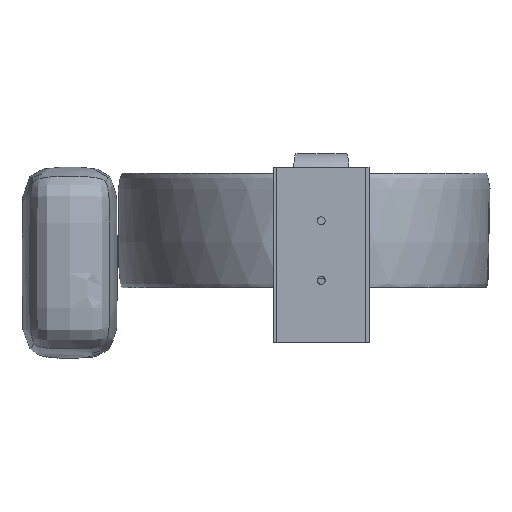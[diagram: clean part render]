
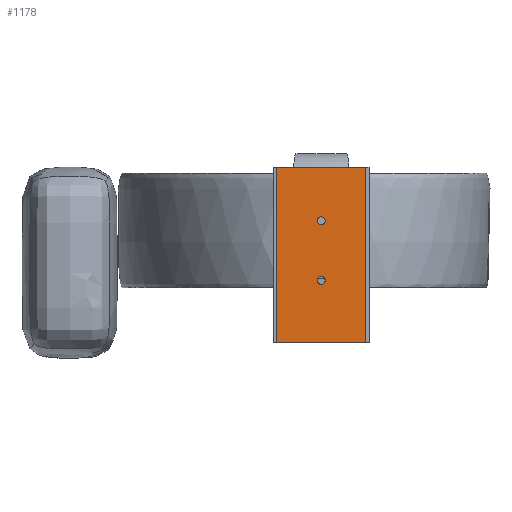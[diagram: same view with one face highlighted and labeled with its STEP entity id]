
A CAD part, left-side view. The second image highlights one B-rep face of the part: STEP entity #1178.
In plain terms, the highlighted planar face has unit normal (-1, 0, 0).
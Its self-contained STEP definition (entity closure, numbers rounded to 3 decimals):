
#37=PLANE('',#1288);
#85=FACE_BOUND('',#277,.T.);
#86=FACE_BOUND('',#278,.T.);
#183=FACE_OUTER_BOUND('',#276,.T.);
#276=EDGE_LOOP('',(#1015,#1016,#1017,#1018));
#277=EDGE_LOOP('',(#1019));
#278=EDGE_LOOP('',(#1020));
#353=LINE('',#3589,#435);
#368=LINE('',#3619,#450);
#370=LINE('',#3623,#452);
#371=LINE('',#3624,#453);
#435=VECTOR('',#1514,10.);
#450=VECTOR('',#1539,10.);
#452=VECTOR('',#1543,10.);
#453=VECTOR('',#1544,10.);
#490=CIRCLE('',#1259,2.5);
#492=CIRCLE('',#1262,2.5);
#583=VERTEX_POINT('',#3535);
#585=VERTEX_POINT('',#3541);
#601=VERTEX_POINT('',#3586);
#602=VERTEX_POINT('',#3588);
#612=VERTEX_POINT('',#3618);
#613=VERTEX_POINT('',#3622);
#714=EDGE_CURVE('',#583,#583,#490,.T.);
#717=EDGE_CURVE('',#585,#585,#492,.T.);
#740=EDGE_CURVE('',#602,#601,#353,.T.);
#755=EDGE_CURVE('',#602,#612,#368,.T.);
#757=EDGE_CURVE('',#601,#613,#370,.T.);
#758=EDGE_CURVE('',#613,#612,#371,.T.);
#1015=ORIENTED_EDGE('',*,*,#755,.F.);
#1016=ORIENTED_EDGE('',*,*,#740,.T.);
#1017=ORIENTED_EDGE('',*,*,#757,.T.);
#1018=ORIENTED_EDGE('',*,*,#758,.T.);
#1019=ORIENTED_EDGE('',*,*,#714,.F.);
#1020=ORIENTED_EDGE('',*,*,#717,.F.);
#1178=ADVANCED_FACE('',(#183,#85,#86),#37,.F.);
#1259=AXIS2_PLACEMENT_3D('',#3536,#1456,#1457);
#1262=AXIS2_PLACEMENT_3D('',#3542,#1463,#1464);
#1288=AXIS2_PLACEMENT_3D('',#3621,#1541,#1542);
#1456=DIRECTION('center_axis',(-1.,0.,0.));
#1457=DIRECTION('ref_axis',(0.,1.,0.));
#1463=DIRECTION('center_axis',(-1.,0.,0.));
#1464=DIRECTION('ref_axis',(0.,1.,0.));
#1514=DIRECTION('',(0.,-1.,0.));
#1539=DIRECTION('',(0.,0.,1.));
#1541=DIRECTION('center_axis',(1.,0.,0.));
#1542=DIRECTION('ref_axis',(0.,1.,0.));
#1543=DIRECTION('',(0.,0.,1.));
#1544=DIRECTION('',(0.,1.,0.));
#3535=CARTESIAN_POINT('',(-208.317,-2.447,36.255));
#3536=CARTESIAN_POINT('Origin',(-208.317,0.053,36.255));
#3541=CARTESIAN_POINT('',(-208.317,-2.43,-1.146));
#3542=CARTESIAN_POINT('Origin',(-208.317,0.07,-1.146));
#3586=CARTESIAN_POINT('',(-208.317,-28.,-40.));
#3588=CARTESIAN_POINT('',(-208.317,28.,-40.));
#3589=CARTESIAN_POINT('',(-208.317,-28.,-40.));
#3618=CARTESIAN_POINT('',(-208.317,28.,70.));
#3619=CARTESIAN_POINT('',(-208.317,28.,0.));
#3621=CARTESIAN_POINT('Origin',(-208.317,-28.,0.));
#3622=CARTESIAN_POINT('',(-208.317,-28.,70.));
#3623=CARTESIAN_POINT('',(-208.317,-28.,0.));
#3624=CARTESIAN_POINT('',(-208.317,-28.,70.));
